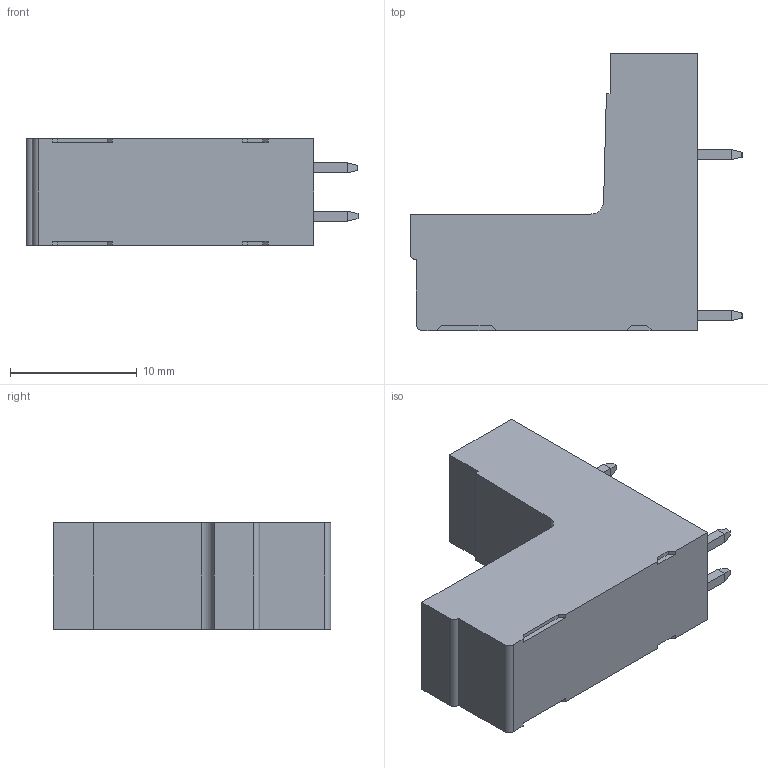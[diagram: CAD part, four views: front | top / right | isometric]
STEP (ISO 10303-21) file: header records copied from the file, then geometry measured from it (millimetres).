
FILE_DESCRIPTION((''),'2;1');
FILE_NAME('TLPHDC-105R-1','2024-09-23T15:51:49',('sheji109'),(''),'CREO PARAMETRIC BY PTC INC, 2018100','CREO PARAMETRIC BY PTC INC, 2018100','');
FILE_SCHEMA(('CONFIG_CONTROL_DESIGN'));
Length unit declared in the file: millimetre
Products named in the file (1): TLPHDC-105R-1
Bounding box: 26.2 x 21.9 x 8.41 mm (x, y, z)
Volume: 1992.5 mm3; surface area: 2467.4 mm2
Topology: 1 solids, 1 shells, 375 faces, 1022 edges, 658 vertices
Faces by surface type: plane 308, cylinder 61, cone 4, sphere 2
Entity records: 11713 total; most frequent: CARTESIAN_POINT 2144, ORIENTED_EDGE 2040, DIRECTION 1881, EDGE_CURVE 1020, VECTOR 867, LINE 867, VERTEX_POINT 658, AXIS2_PLACEMENT_3D 507
